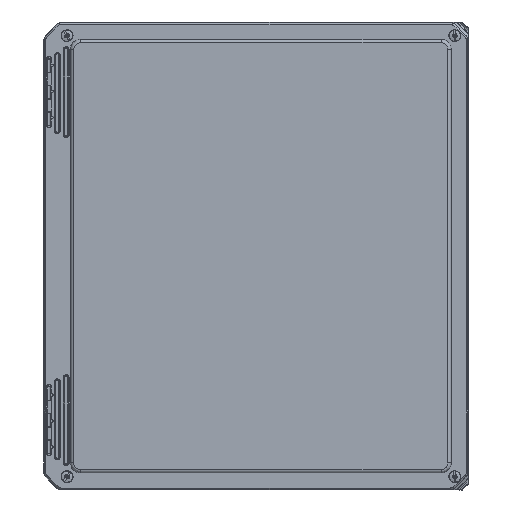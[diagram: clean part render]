
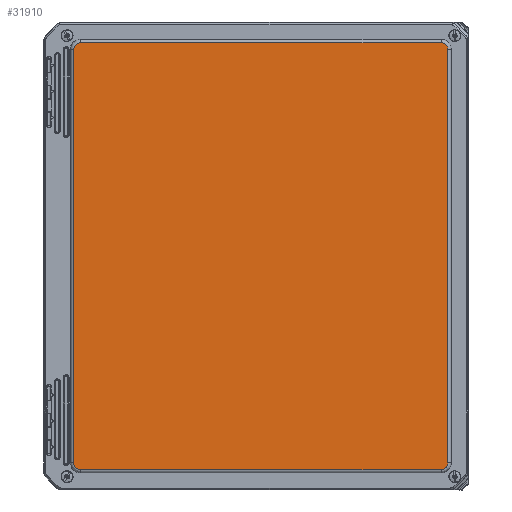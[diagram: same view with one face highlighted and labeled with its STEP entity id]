
A CAD part, top view. The second image highlights one B-rep face of the part: STEP entity #31910.
In plain terms, the highlighted face is planar.
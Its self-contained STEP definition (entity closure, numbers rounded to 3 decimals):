
#1259=ELLIPSE('',#35599,0.25,0.25);
#1262=ELLIPSE('',#35603,0.25,0.25);
#1263=ELLIPSE('',#35609,0.25,0.25);
#1266=ELLIPSE('',#35613,0.25,0.25);
#4531=LINE('',#74196,#6808);
#4533=LINE('',#74349,#6810);
#4536=LINE('',#74356,#6813);
#4538=LINE('',#74495,#6815);
#6808=VECTOR('',#44824,13.568);
#6810=VECTOR('',#44844,15.555);
#6813=VECTOR('',#44851,15.555);
#6815=VECTOR('',#44867,13.568);
#7558=PLANE('',#35619);
#9560=FACE_OUTER_BOUND('',#11622,.T.);
#11622=EDGE_LOOP('',(#29303,#29304,#29305,#29306,#29307,#29308,#29309,#29310));
#15697=VERTEX_POINT('',#74193);
#15698=VERTEX_POINT('',#74195);
#15701=VERTEX_POINT('',#74273);
#15702=VERTEX_POINT('',#74340);
#15705=VERTEX_POINT('',#74347);
#15706=VERTEX_POINT('',#74352);
#15709=VERTEX_POINT('',#74421);
#15710=VERTEX_POINT('',#74488);
#20263=EDGE_CURVE('',#15697,#15698,#4531,.T.);
#20267=EDGE_CURVE('',#15701,#15697,#1259,.T.);
#20271=EDGE_CURVE('',#15698,#15702,#1262,.T.);
#20273=EDGE_CURVE('',#15705,#15701,#4533,.T.);
#20277=EDGE_CURVE('',#15702,#15706,#4536,.T.);
#20279=EDGE_CURVE('',#15709,#15705,#1263,.T.);
#20283=EDGE_CURVE('',#15706,#15710,#1266,.T.);
#20285=EDGE_CURVE('',#15710,#15709,#4538,.T.);
#29303=ORIENTED_EDGE('',*,*,#20263,.F.);
#29304=ORIENTED_EDGE('',*,*,#20267,.F.);
#29305=ORIENTED_EDGE('',*,*,#20273,.F.);
#29306=ORIENTED_EDGE('',*,*,#20279,.F.);
#29307=ORIENTED_EDGE('',*,*,#20285,.F.);
#29308=ORIENTED_EDGE('',*,*,#20283,.F.);
#29309=ORIENTED_EDGE('',*,*,#20277,.F.);
#29310=ORIENTED_EDGE('',*,*,#20271,.F.);
#31910=ADVANCED_FACE('',(#9560),#7558,.F.);
#35599=AXIS2_PLACEMENT_3D('',#74275,#44830,#44831);
#35603=AXIS2_PLACEMENT_3D('',#74344,#44838,#44839);
#35609=AXIS2_PLACEMENT_3D('',#74423,#44854,#44855);
#35613=AXIS2_PLACEMENT_3D('',#74492,#44862,#44863);
#35619=AXIS2_PLACEMENT_3D('',#74505,#44881,#44882);
#44824=DIRECTION('',(1.,0.,0.));
#44830=DIRECTION('center_axis',(0.,0.,1.));
#44831=DIRECTION('ref_axis',(-0.707,-0.707,0.));
#44838=DIRECTION('center_axis',(0.,0.,1.));
#44839=DIRECTION('ref_axis',(0.707,-0.707,0.));
#44844=DIRECTION('',(0.,-1.,0.));
#44851=DIRECTION('',(0.,1.,0.));
#44854=DIRECTION('center_axis',(0.,0.,1.));
#44855=DIRECTION('ref_axis',(-0.707,0.707,0.));
#44862=DIRECTION('center_axis',(0.,0.,1.));
#44863=DIRECTION('ref_axis',(0.707,0.707,0.));
#44867=DIRECTION('',(-1.,0.,0.));
#44881=DIRECTION('center_axis',(0.,0.,1.));
#44882=DIRECTION('ref_axis',(1.,0.,0.));
#74193=CARTESIAN_POINT('',(-6.603,-8.027,0.));
#74195=CARTESIAN_POINT('',(6.965,-8.027,0.));
#74196=CARTESIAN_POINT('',(-6.603,-8.027,0.));
#74273=CARTESIAN_POINT('',(-6.853,-7.777,0.));
#74275=CARTESIAN_POINT('Origin',(-6.603,-7.777,0.));
#74340=CARTESIAN_POINT('',(7.215,-7.777,0.));
#74344=CARTESIAN_POINT('Origin',(6.965,-7.777,0.));
#74347=CARTESIAN_POINT('',(-6.853,7.777,0.));
#74349=CARTESIAN_POINT('',(-6.853,7.777,0.));
#74352=CARTESIAN_POINT('',(7.215,7.777,0.));
#74356=CARTESIAN_POINT('',(7.215,-7.777,0.));
#74421=CARTESIAN_POINT('',(-6.603,8.027,0.));
#74423=CARTESIAN_POINT('Origin',(-6.603,7.777,0.));
#74488=CARTESIAN_POINT('',(6.965,8.027,0.));
#74492=CARTESIAN_POINT('Origin',(6.965,7.777,0.));
#74495=CARTESIAN_POINT('',(6.965,8.027,0.));
#74505=CARTESIAN_POINT('Origin',(0.181,0.,0.));
